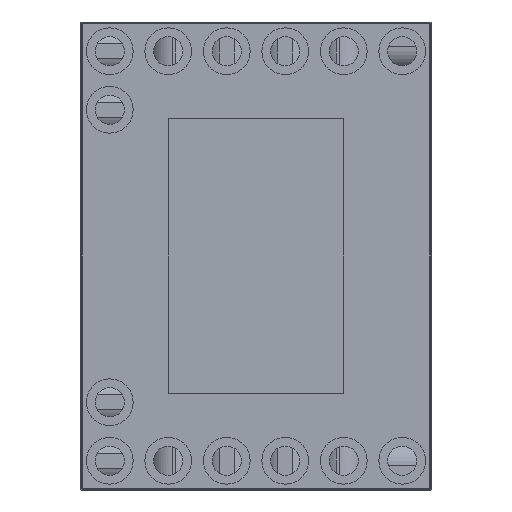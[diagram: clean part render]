
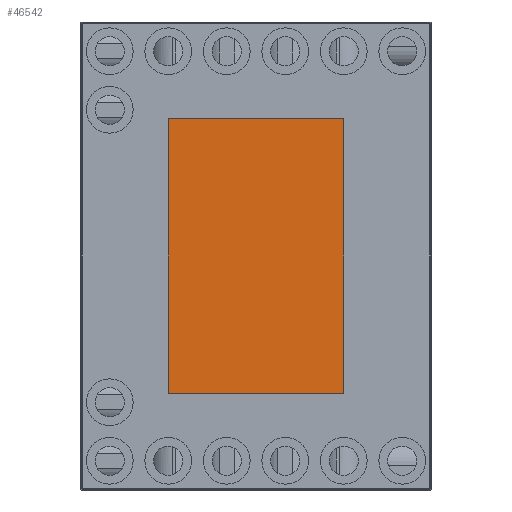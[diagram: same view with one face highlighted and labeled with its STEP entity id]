
A CAD part, front view. The second image highlights one B-rep face of the part: STEP entity #46542.
In plain terms, the highlighted planar face has unit normal (0, -1, 0).
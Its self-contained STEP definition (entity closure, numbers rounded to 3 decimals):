
#40 = VECTOR ( 'NONE', #24255, 1000. ) ;
#624 = CARTESIAN_POINT ( 'NONE',  ( -105., 0.5, 23.5 ) ) ;
#692 = VERTEX_POINT ( 'NONE', #21396 ) ;
#1009 = EDGE_CURVE ( 'NONE', #44972, #43069, #14656, .T. ) ;
#3112 = CARTESIAN_POINT ( 'NONE',  ( -75., 0.5, 23.5 ) ) ;
#4748 = ORIENTED_EDGE ( 'NONE', *, *, #1009, .F. ) ;
#5482 = ORIENTED_EDGE ( 'NONE', *, *, #29692, .F. ) ;
#6509 = VECTOR ( 'NONE', #37278, 1000. ) ;
#6645 = DIRECTION ( 'NONE',  ( 1., 0., 0. ) ) ;
#6678 = LINE ( 'NONE', #3112, #40 ) ;
#8783 = FACE_OUTER_BOUND ( 'NONE', #29502, .T. ) ;
#9571 = AXIS2_PLACEMENT_3D ( 'NONE', #31562, #42464, #6645 ) ;
#11562 = DIRECTION ( 'NONE',  ( 1., 0., 0. ) ) ;
#14656 = LINE ( 'NONE', #624, #24724 ) ;
#15854 = CARTESIAN_POINT ( 'NONE',  ( -105., 0.5, -23.5 ) ) ;
#18530 = LINE ( 'NONE', #37047, #6509 ) ;
#19007 = VECTOR ( 'NONE', #29875, 1000. ) ;
#21396 = CARTESIAN_POINT ( 'NONE',  ( -105., 0.5, -23.5 ) ) ;
#21645 = EDGE_CURVE ( 'NONE', #43069, #23007, #6678, .T. ) ;
#23007 = VERTEX_POINT ( 'NONE', #38460 ) ;
#23252 = EDGE_CURVE ( 'NONE', #692, #44972, #44760, .T. ) ;
#24255 = DIRECTION ( 'NONE',  ( 0., 0., -1. ) ) ;
#24724 = VECTOR ( 'NONE', #11562, 1000. ) ;
#29502 = EDGE_LOOP ( 'NONE', ( #5482, #31119, #4748, #42503 ) ) ;
#29692 = EDGE_CURVE ( 'NONE', #23007, #692, #18530, .T. ) ;
#29875 = DIRECTION ( 'NONE',  ( 0., 0., 1. ) ) ;
#30871 = PLANE ( 'NONE',  #9571 ) ;
#31119 = ORIENTED_EDGE ( 'NONE', *, *, #21645, .F. ) ;
#31562 = CARTESIAN_POINT ( 'NONE',  ( -90., 0.5, 0. ) ) ;
#37047 = CARTESIAN_POINT ( 'NONE',  ( -75., 0.5, -23.5 ) ) ;
#37278 = DIRECTION ( 'NONE',  ( -1., 0., 0. ) ) ;
#38460 = CARTESIAN_POINT ( 'NONE',  ( -75., 0.5, -23.5 ) ) ;
#39005 = CARTESIAN_POINT ( 'NONE',  ( -105., 0.5, 23.5 ) ) ;
#41813 = CARTESIAN_POINT ( 'NONE',  ( -75., 0.5, 23.5 ) ) ;
#42464 = DIRECTION ( 'NONE',  ( 0., 1., 0. ) ) ;
#42503 = ORIENTED_EDGE ( 'NONE', *, *, #23252, .F. ) ;
#43069 = VERTEX_POINT ( 'NONE', #41813 ) ;
#44760 = LINE ( 'NONE', #15854, #19007 ) ;
#44972 = VERTEX_POINT ( 'NONE', #39005 ) ;
#46542 = ADVANCED_FACE ( 'NONE', ( #8783 ), #30871, .F. ) ;
